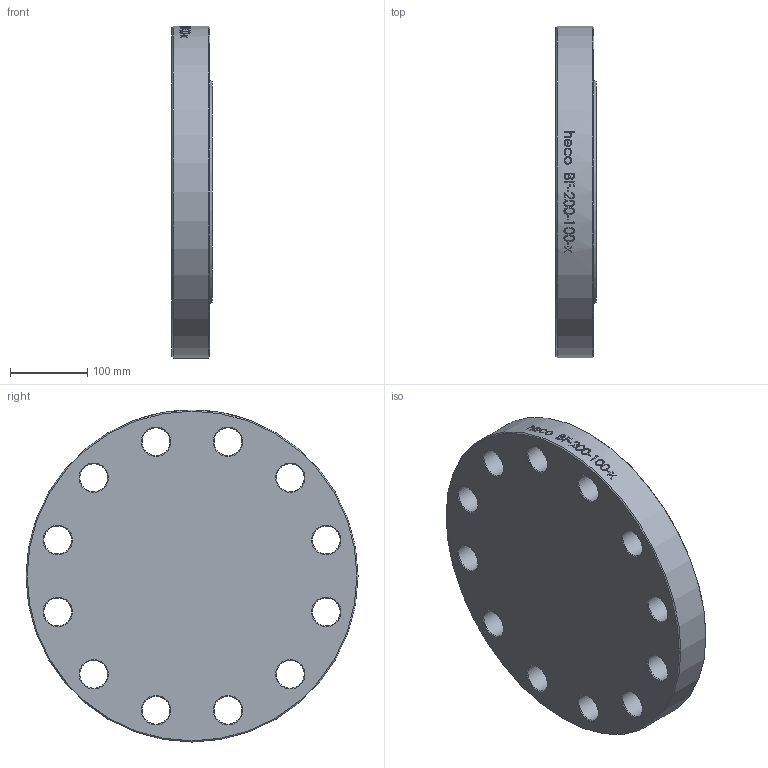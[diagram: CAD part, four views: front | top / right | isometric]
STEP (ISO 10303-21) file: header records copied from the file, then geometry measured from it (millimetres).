
FILE_DESCRIPTION (( 'STEP AP214' ), '1' );
FILE_NAME ('BF-200-100-x Blindflansch PN100 DIN2527 EN1092 2103.STEP', '2021-03-12T09:05:10', ( '' ), ( '' ), 'SwSTEP 2.0', 'SolidWorks 2019', '' );
FILE_SCHEMA (( 'AUTOMOTIVE_DESIGN' ));
Length unit declared in the file: millimetre
Products named in the file (1): BF-200-100-x Blindflansch PN100 DIN2527 EN1092 2103
Bounding box: 52 x 430 x 430 mm (x, y, z)
Volume: 6710641.8 mm3; surface area: 395923.2 mm2
Topology: 1 solids, 1 shells, 67 faces, 261 edges, 221 vertices
Faces by surface type: cylinder 37, cone 27, plane 3
Full cylindrical faces by diameter (mm): 36 x12, 430 x1
Entity records: 7679 total; most frequent: CARTESIAN_POINT 5473, ORIENTED_EDGE 416, DIRECTION 330, EDGE_CURVE 208, VERTEX_POINT 208, EDGE_LOOP 156, AXIS2_PLACEMENT_3D 154, B_SPLINE_CURVE_WITH_KNOTS 100
